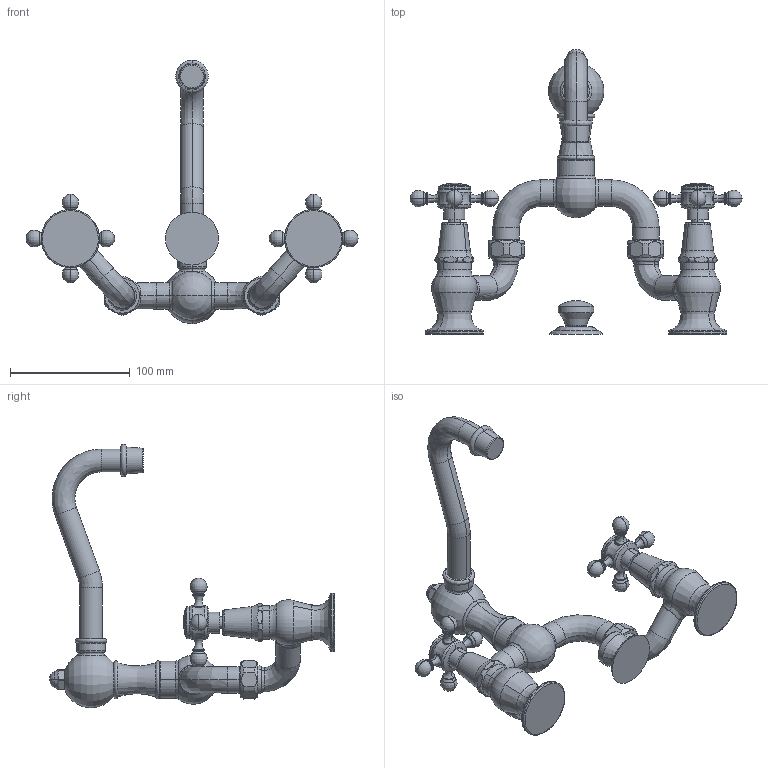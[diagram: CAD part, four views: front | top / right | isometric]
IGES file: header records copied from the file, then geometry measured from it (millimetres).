
Start section:  PTC IGES file: 930b_sw0002.igs
Global section: file name: 930b_sw0002.igs; native system: Creo Parametric by PTC Inc.; preprocessor: 2018400; author: rsmith; organization: Unknown; date: 20210219.142252; units: inch
Bounding box: 277.24 x 238 x 220.07 mm (x, y, z)
Surface area: 94150.2 mm2 (no closed solid volume)
Topology: 0 solids, 0 shells, 579 faces, 2628 edges, 2604 vertices
Faces by surface type: revolution 416, bspline 155, extrusion 8
